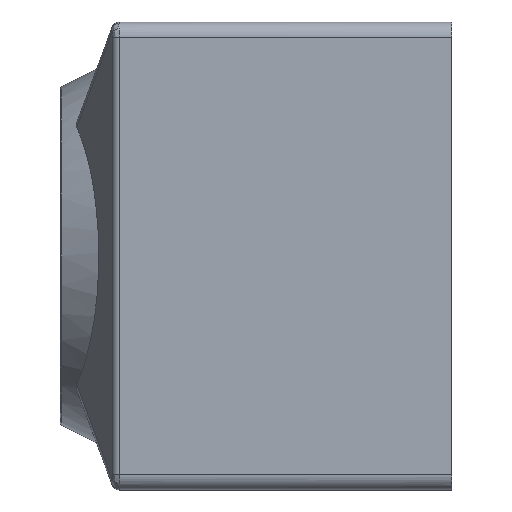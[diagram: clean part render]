
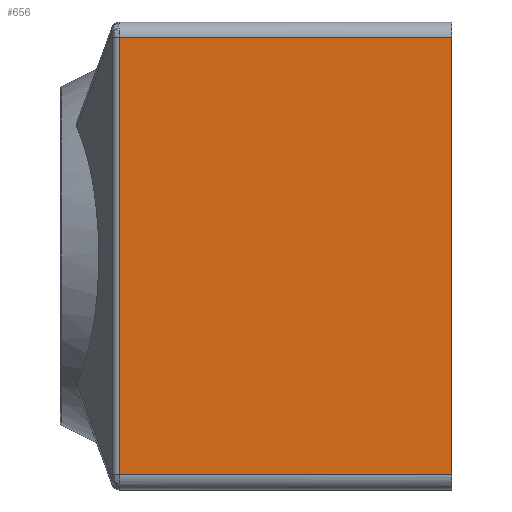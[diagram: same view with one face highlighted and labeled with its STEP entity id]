
A CAD part, left-side view. The second image highlights one B-rep face of the part: STEP entity #656.
In plain terms, the highlighted planar face has unit normal (-1, 0, 0).
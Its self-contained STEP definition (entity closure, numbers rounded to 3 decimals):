
#136=FACE_OUTER_BOUND('',#180,.T.);
#180=EDGE_LOOP('',(#589,#590,#591,#592));
#204=LINE('',#1180,#244);
#214=LINE('',#1281,#254);
#219=LINE('',#1374,#259);
#221=LINE('',#1378,#261);
#244=VECTOR('',#835,21.64);
#254=VECTOR('',#875,28.5);
#259=VECTOR('',#904,21.64);
#261=VECTOR('',#910,28.5);
#301=VERTEX_POINT('',#1143);
#304=VERTEX_POINT('',#1178);
#312=VERTEX_POINT('',#1279);
#317=VERTEX_POINT('',#1315);
#376=EDGE_CURVE('',#304,#301,#204,.T.);
#396=EDGE_CURVE('',#312,#304,#214,.T.);
#411=EDGE_CURVE('',#317,#312,#219,.T.);
#413=EDGE_CURVE('',#301,#317,#221,.T.);
#589=ORIENTED_EDGE('',*,*,#376,.F.);
#590=ORIENTED_EDGE('',*,*,#396,.F.);
#591=ORIENTED_EDGE('',*,*,#411,.F.);
#592=ORIENTED_EDGE('',*,*,#413,.F.);
#616=PLANE('',#729);
#656=ADVANCED_FACE('',(#136),#616,.T.);
#729=AXIS2_PLACEMENT_3D('',#1377,#908,#909);
#835=DIRECTION('',(0.,1.,0.));
#875=DIRECTION('',(0.,0.,-1.));
#904=DIRECTION('',(0.,-1.,0.));
#908=DIRECTION('center_axis',(-1.,0.,0.));
#909=DIRECTION('ref_axis',(0.,-1.,0.));
#910=DIRECTION('',(0.,0.,1.));
#1143=CARTESIAN_POINT('',(0.,21.64,-14.25));
#1178=CARTESIAN_POINT('',(0.,0.,-14.25));
#1180=CARTESIAN_POINT('',(0.,16.5,-14.25));
#1279=CARTESIAN_POINT('',(0.,0.,14.25));
#1281=CARTESIAN_POINT('',(0.,0.,0.));
#1315=CARTESIAN_POINT('',(0.,21.64,14.25));
#1374=CARTESIAN_POINT('',(0.,16.5,14.25));
#1377=CARTESIAN_POINT('Origin',(0.,22.,0.));
#1378=CARTESIAN_POINT('',(0.,21.64,-7.625));
